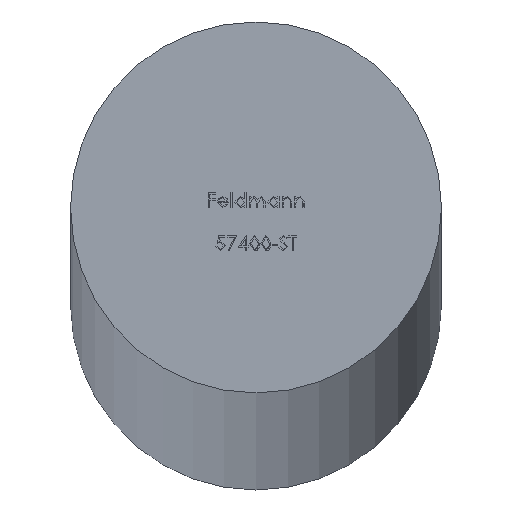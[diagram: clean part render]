
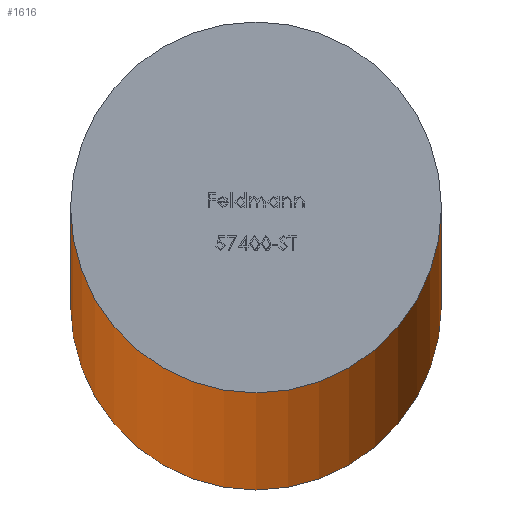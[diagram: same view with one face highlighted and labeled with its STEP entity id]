
A CAD part, top view. The second image highlights one B-rep face of the part: STEP entity #1616.
In plain terms, the highlighted cylindrical face has radius 10 mm (diameter 20 mm), a partial arc.
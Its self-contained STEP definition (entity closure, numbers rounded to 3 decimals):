
#75 = ORIENTED_EDGE ( 'NONE', *, *, #4602, .T. ) ;
#91 = EDGE_CURVE ( 'NONE', #1891, #322, #7922, .T. ) ;
#322 = VERTEX_POINT ( 'NONE', #2011 ) ;
#621 = DIRECTION ( 'NONE',  ( 0., 0., 1. ) ) ;
#896 = CARTESIAN_POINT ( 'NONE',  ( 10., 0., -3000. ) ) ;
#968 = EDGE_LOOP ( 'NONE', ( #8509, #75, #8517, #1257 ) ) ;
#1033 = AXIS2_PLACEMENT_3D ( 'NONE', #4445, #7142, #7927 ) ;
#1257 = ORIENTED_EDGE ( 'NONE', *, *, #2359, .F. ) ;
#1616 = ADVANCED_FACE ( 'NONE', ( #8843 ), #1869, .T. ) ;
#1869 = CYLINDRICAL_SURFACE ( 'NONE', #10457, 10. ) ;
#1891 = VERTEX_POINT ( 'NONE', #3405 ) ;
#1954 = VECTOR ( 'NONE', #4259, 1000. ) ;
#2011 = CARTESIAN_POINT ( 'NONE',  ( -10., 0., 0. ) ) ;
#2061 = VERTEX_POINT ( 'NONE', #5398 ) ;
#2359 = EDGE_CURVE ( 'NONE', #322, #8557, #3224, .T. ) ;
#2802 = CIRCLE ( 'NONE', #1033, 10. ) ;
#2948 = DIRECTION ( 'NONE',  ( 1., 0., 0. ) ) ;
#3224 = CIRCLE ( 'NONE', #4513, 10. ) ;
#3405 = CARTESIAN_POINT ( 'NONE',  ( -10., 0., -3000. ) ) ;
#3593 = DIRECTION ( 'NONE',  ( 0., 0., 1. ) ) ;
#4259 = DIRECTION ( 'NONE',  ( 0., 0., 1. ) ) ;
#4445 = CARTESIAN_POINT ( 'NONE',  ( 0., 0., -3000. ) ) ;
#4513 = AXIS2_PLACEMENT_3D ( 'NONE', #10552, #3593, #10594 ) ;
#4602 = EDGE_CURVE ( 'NONE', #1891, #2061, #2802, .T. ) ;
#5398 = CARTESIAN_POINT ( 'NONE',  ( 10., 0., -3000. ) ) ;
#5591 = DIRECTION ( 'NONE',  ( 0., 0., 1. ) ) ;
#5714 = VECTOR ( 'NONE', #621, 1000. ) ;
#5810 = CARTESIAN_POINT ( 'NONE',  ( -10., 0., -3000. ) ) ;
#7142 = DIRECTION ( 'NONE',  ( 0., 0., 1. ) ) ;
#7922 = LINE ( 'NONE', #5810, #5714 ) ;
#7927 = DIRECTION ( 'NONE',  ( 1., 0., 0. ) ) ;
#8509 = ORIENTED_EDGE ( 'NONE', *, *, #91, .F. ) ;
#8517 = ORIENTED_EDGE ( 'NONE', *, *, #9343, .T. ) ;
#8525 = LINE ( 'NONE', #896, #1954 ) ;
#8557 = VERTEX_POINT ( 'NONE', #10693 ) ;
#8843 = FACE_OUTER_BOUND ( 'NONE', #968, .T. ) ;
#9343 = EDGE_CURVE ( 'NONE', #2061, #8557, #8525, .T. ) ;
#10457 = AXIS2_PLACEMENT_3D ( 'NONE', #10681, #5591, #2948 ) ;
#10552 = CARTESIAN_POINT ( 'NONE',  ( 0., 0., 0. ) ) ;
#10594 = DIRECTION ( 'NONE',  ( 1., 0., 0. ) ) ;
#10681 = CARTESIAN_POINT ( 'NONE',  ( 0., 0., -3000. ) ) ;
#10693 = CARTESIAN_POINT ( 'NONE',  ( 10., 0., 0. ) ) ;
